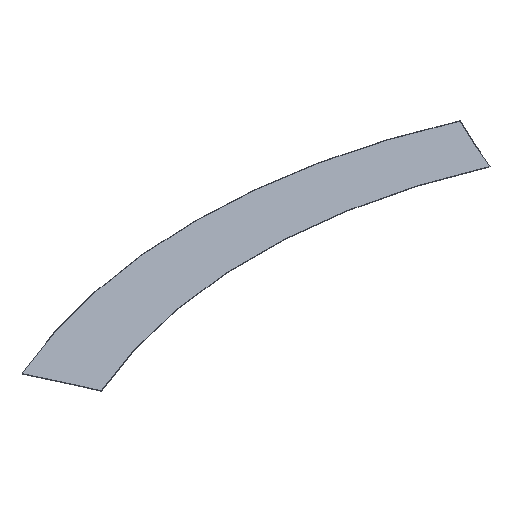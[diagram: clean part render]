
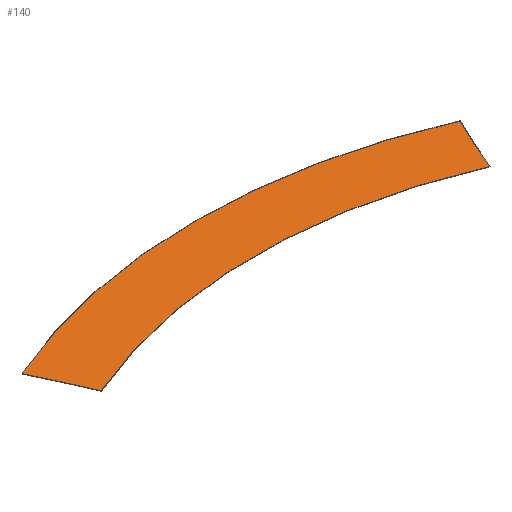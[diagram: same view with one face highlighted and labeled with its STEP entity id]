
A CAD part, isometric view. The second image highlights one B-rep face of the part: STEP entity #140.
In plain terms, the highlighted planar face has unit normal (0, 0, 1).
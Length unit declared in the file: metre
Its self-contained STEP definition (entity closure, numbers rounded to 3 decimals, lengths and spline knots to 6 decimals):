
#16=PLANE('',#165);
#22=LINE('',#222,#36);
#25=LINE('',#228,#39);
#29=LINE('',#240,#43);
#31=LINE('',#243,#45);
#36=VECTOR('',#181,1.);
#39=VECTOR('',#186,1.);
#43=VECTOR('',#198,1.);
#45=VECTOR('',#202,1.);
#70=ORIENTED_EDGE('',*,*,#84,.F.);
#71=ORIENTED_EDGE('',*,*,#88,.F.);
#72=ORIENTED_EDGE('',*,*,#91,.T.);
#73=ORIENTED_EDGE('',*,*,#94,.T.);
#74=ORIENTED_EDGE('',*,*,#97,.F.);
#75=ORIENTED_EDGE('',*,*,#99,.T.);
#84=EDGE_CURVE('',#102,#103,#113,.T.);
#88=EDGE_CURVE('',#105,#102,#22,.T.);
#91=EDGE_CURVE('',#105,#107,#25,.T.);
#94=EDGE_CURVE('',#107,#109,#115,.T.);
#97=EDGE_CURVE('',#111,#109,#29,.T.);
#99=EDGE_CURVE('',#111,#103,#31,.T.);
#102=VERTEX_POINT('',#213);
#103=VERTEX_POINT('',#215);
#105=VERTEX_POINT('',#221);
#107=VERTEX_POINT('',#227);
#109=VERTEX_POINT('',#233);
#111=VERTEX_POINT('',#239);
#113=CIRCLE('',#157,0.24725);
#115=CIRCLE('',#162,0.277744);
#122=EDGE_LOOP('',(#70,#71,#72,#73,#74,#75));
#130=FACE_BOUND('',#122,.T.);
#140=ADVANCED_FACE('',(#130),#16,.T.);
#157=AXIS2_PLACEMENT_3D('',#214,#174,#175);
#162=AXIS2_PLACEMENT_3D('',#234,#192,#193);
#165=AXIS2_PLACEMENT_3D('',#244,#203,#204);
#174=DIRECTION('',(0.,0.,1.));
#175=DIRECTION('',(1.,0.,0.));
#181=DIRECTION('',(-0.4,-0.917,0.));
#186=DIRECTION('',(0.427,0.904,0.));
#192=DIRECTION('',(0.,0.,1.));
#193=DIRECTION('',(1.,0.,0.));
#198=DIRECTION('',(-0.427,0.904,0.));
#202=DIRECTION('',(0.4,-0.917,0.));
#203=DIRECTION('',(0.,0.,1.));
#204=DIRECTION('',(1.,0.,0.));
#213=CARTESIAN_POINT('',(0.0989,0.226608,0.0002));
#214=CARTESIAN_POINT('',(0.,0.,0.0002));
#215=CARTESIAN_POINT('',(-0.0989,0.226608,0.0002));
#221=CARTESIAN_POINT('',(0.105,0.240585,0.0002));
#222=CARTESIAN_POINT('',(0.10195,0.233597,0.0002));
#227=CARTESIAN_POINT('',(0.111515,0.254374,0.0002));
#228=CARTESIAN_POINT('',(0.108257,0.247479,0.0002));
#233=CARTESIAN_POINT('',(-0.111515,0.254374,0.0002));
#234=CARTESIAN_POINT('',(0.,0.,0.0002));
#239=CARTESIAN_POINT('',(-0.105,0.240585,0.0002));
#240=CARTESIAN_POINT('',(-0.108257,0.247479,0.0002));
#243=CARTESIAN_POINT('',(-0.10195,0.233597,0.0002));
#244=CARTESIAN_POINT('',(0.,0.,0.0002));
